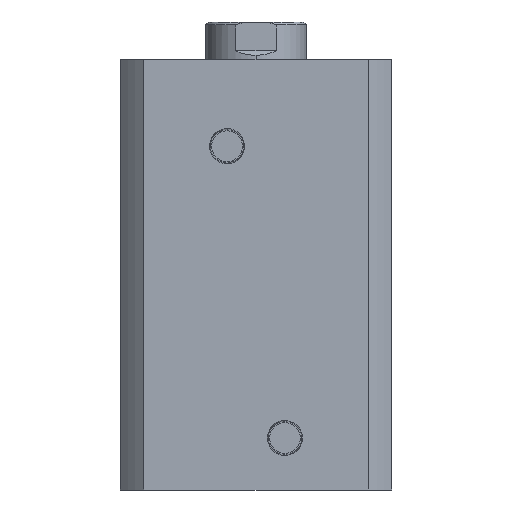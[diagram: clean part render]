
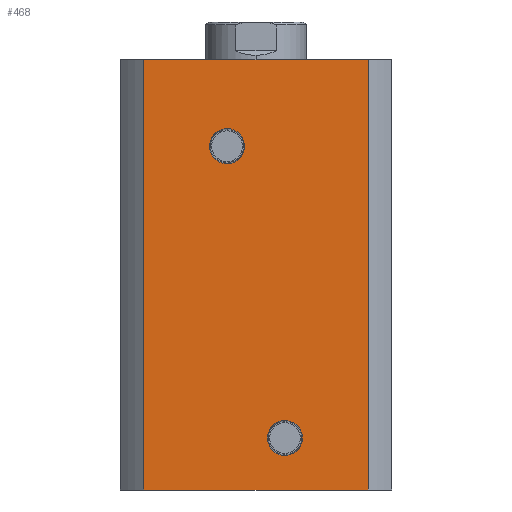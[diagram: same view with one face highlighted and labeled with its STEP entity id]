
A CAD part, left-side view. The second image highlights one B-rep face of the part: STEP entity #468.
In plain terms, the highlighted planar face has unit normal (-1, 0, 0).
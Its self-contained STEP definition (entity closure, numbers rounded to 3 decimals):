
#9 = CARTESIAN_POINT ( 'NONE',  ( -47., -10., 11.94 ) ) ;
#10 = CARTESIAN_POINT ( 'NONE',  ( -47., -10., 24.06 ) ) ;
#89 = CARTESIAN_POINT ( 'NONE',  ( -47., 38.884, 0. ) ) ;
#201 = CARTESIAN_POINT ( 'NONE',  ( -47., 10., 119. ) ) ;
#202 = DIRECTION ( 'NONE',  ( -1., 0., 0. ) ) ;
#203 = DIRECTION ( 'NONE',  ( 0., 0., 1. ) ) ;
#223 = CARTESIAN_POINT ( 'NONE',  ( -47., -10., 18. ) ) ;
#224 = DIRECTION ( 'NONE',  ( -1., 0., 0. ) ) ;
#225 = DIRECTION ( 'NONE',  ( 0., 0., 1. ) ) ;
#329 = LINE ( 'NONE', #3157, #331 ) ;
#331 = VECTOR ( 'NONE', #3151, 1000. ) ;
#332 = CIRCLE ( 'NONE', #3027, 6.06 ) ;
#333 = CIRCLE ( 'NONE', #3025, 6.06 ) ;
#334 = LINE ( 'NONE', #3175, #337 ) ;
#336 = LINE ( 'NONE', #3179, #339 ) ;
#337 = VECTOR ( 'NONE', #3164, 1000. ) ;
#339 = VECTOR ( 'NONE', #3181, 1000. ) ;
#468 = ADVANCED_FACE ( 'NONE', ( #916, #919, #917 ), #3670, .F. ) ;
#633 = AXIS2_PLACEMENT_3D ( 'NONE', #3668, #3662, #3672 ) ;
#655 = EDGE_CURVE ( 'NONE', #1698, #1695, #3580, .T. ) ;
#749 = EDGE_CURVE ( 'NONE', #1698, #2807, #329, .T. ) ;
#751 = EDGE_CURVE ( 'NONE', #2636, #2640, #332, .T. ) ;
#753 = EDGE_CURVE ( 'NONE', #2682, #2681, #333, .T. ) ;
#754 = EDGE_CURVE ( 'NONE', #2807, #1693, #334, .T. ) ;
#755 = EDGE_CURVE ( 'NONE', #1695, #1693, #336, .T. ) ;
#916 = FACE_BOUND ( 'NONE', #2733, .T. ) ;
#917 = FACE_OUTER_BOUND ( 'NONE', #2729, .T. ) ;
#919 = FACE_BOUND ( 'NONE', #2730, .T. ) ;
#1040 = CIRCLE ( 'NONE', #2976, 6.06 ) ;
#1056 = CIRCLE ( 'NONE', #2972, 6.06 ) ;
#1411 = CARTESIAN_POINT ( 'NONE',  ( -47., 0., 149. ) ) ;
#1412 = DIRECTION ( 'NONE',  ( 0., -1., 0. ) ) ;
#1693 = VERTEX_POINT ( 'NONE', #3180 ) ;
#1695 = VERTEX_POINT ( 'NONE', #3184 ) ;
#1698 = VERTEX_POINT ( 'NONE', #3174 ) ;
#1969 = ORIENTED_EDGE ( 'NONE', *, *, #749, .T. ) ;
#1970 = ORIENTED_EDGE ( 'NONE', *, *, #655, .F. ) ;
#1971 = ORIENTED_EDGE ( 'NONE', *, *, #755, .F. ) ;
#1974 = ORIENTED_EDGE ( 'NONE', *, *, #754, .T. ) ;
#1976 = ORIENTED_EDGE ( 'NONE', *, *, #3409, .F. ) ;
#1977 = ORIENTED_EDGE ( 'NONE', *, *, #753, .F. ) ;
#1978 = ORIENTED_EDGE ( 'NONE', *, *, #3400, .F. ) ;
#1979 = ORIENTED_EDGE ( 'NONE', *, *, #751, .F. ) ;
#2636 = VERTEX_POINT ( 'NONE', #3228 ) ;
#2640 = VERTEX_POINT ( 'NONE', #3232 ) ;
#2681 = VERTEX_POINT ( 'NONE', #9 ) ;
#2682 = VERTEX_POINT ( 'NONE', #10 ) ;
#2729 = EDGE_LOOP ( 'NONE', ( #1974, #1971, #1970, #1969 ) ) ;
#2730 = EDGE_LOOP ( 'NONE', ( #1977, #1976 ) ) ;
#2733 = EDGE_LOOP ( 'NONE', ( #1979, #1978 ) ) ;
#2807 = VERTEX_POINT ( 'NONE', #89 ) ;
#2972 = AXIS2_PLACEMENT_3D ( 'NONE', #223, #224, #225 ) ;
#2976 = AXIS2_PLACEMENT_3D ( 'NONE', #201, #202, #203 ) ;
#3025 = AXIS2_PLACEMENT_3D ( 'NONE', #3176, #3177, #3178 ) ;
#3027 = AXIS2_PLACEMENT_3D ( 'NONE', #3168, #3169, #3170 ) ;
#3151 = DIRECTION ( 'NONE',  ( 0., 0., -1. ) ) ;
#3157 = CARTESIAN_POINT ( 'NONE',  ( -47., 38.884, 149. ) ) ;
#3164 = DIRECTION ( 'NONE',  ( 0., -1., 0. ) ) ;
#3168 = CARTESIAN_POINT ( 'NONE',  ( -47., 10., 119. ) ) ;
#3169 = DIRECTION ( 'NONE',  ( -1., 0., 0. ) ) ;
#3170 = DIRECTION ( 'NONE',  ( 0., 0., 1. ) ) ;
#3174 = CARTESIAN_POINT ( 'NONE',  ( -47., 38.884, 149. ) ) ;
#3175 = CARTESIAN_POINT ( 'NONE',  ( -47., 0., 0. ) ) ;
#3176 = CARTESIAN_POINT ( 'NONE',  ( -47., -10., 18. ) ) ;
#3177 = DIRECTION ( 'NONE',  ( -1., 0., 0. ) ) ;
#3178 = DIRECTION ( 'NONE',  ( 0., 0., 1. ) ) ;
#3179 = CARTESIAN_POINT ( 'NONE',  ( -47., -38.884, 149. ) ) ;
#3180 = CARTESIAN_POINT ( 'NONE',  ( -47., -38.884, 0. ) ) ;
#3181 = DIRECTION ( 'NONE',  ( 0., 0., -1. ) ) ;
#3184 = CARTESIAN_POINT ( 'NONE',  ( -47., -38.884, 149. ) ) ;
#3228 = CARTESIAN_POINT ( 'NONE',  ( -47., 10., 125.06 ) ) ;
#3232 = CARTESIAN_POINT ( 'NONE',  ( -47., 10., 112.94 ) ) ;
#3400 = EDGE_CURVE ( 'NONE', #2640, #2636, #1040, .T. ) ;
#3409 = EDGE_CURVE ( 'NONE', #2681, #2682, #1056, .T. ) ;
#3580 = LINE ( 'NONE', #1411, #3583 ) ;
#3583 = VECTOR ( 'NONE', #1412, 1000. ) ;
#3662 = DIRECTION ( 'NONE',  ( 1., 0., 0. ) ) ;
#3668 = CARTESIAN_POINT ( 'NONE',  ( -47., 0., 149. ) ) ;
#3670 = PLANE ( 'NONE',  #633 ) ;
#3672 = DIRECTION ( 'NONE',  ( 0., 1., 0. ) ) ;
